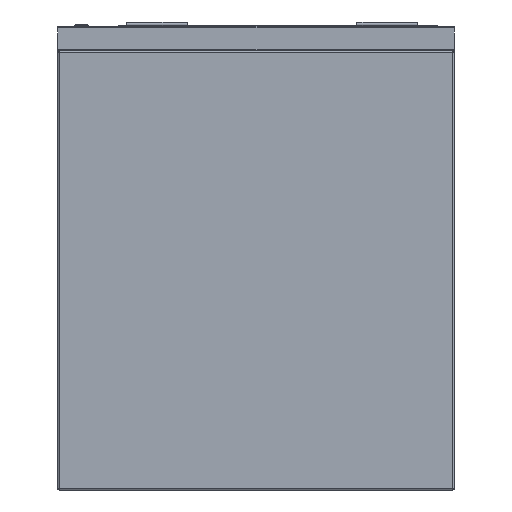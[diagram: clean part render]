
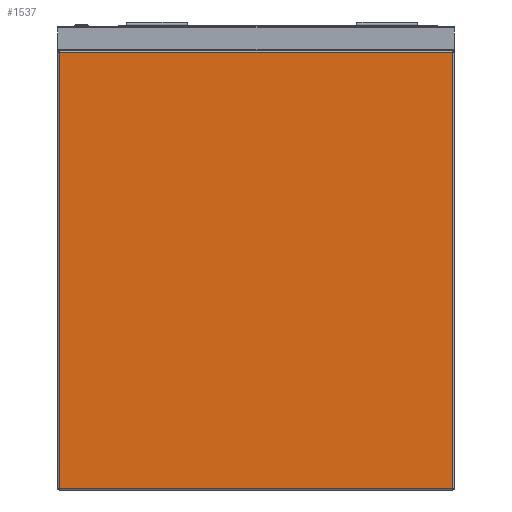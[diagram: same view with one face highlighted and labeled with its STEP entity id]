
A CAD part, left-side view. The second image highlights one B-rep face of the part: STEP entity #1537.
In plain terms, the highlighted planar face has unit normal (-1, 0, 0).
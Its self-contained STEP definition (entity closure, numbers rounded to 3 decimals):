
#570 = LINE ( 'NONE', #9497, #17881 ) ;
#924 = DIRECTION ( 'NONE',  ( 0., -1., 0. ) ) ;
#1536 = CARTESIAN_POINT ( 'NONE',  ( -772.5, 323., -760. ) ) ;
#1537 = ADVANCED_FACE ( 'Fl�che7', ( #17056 ), #12461, .T. ) ;
#2115 = CARTESIAN_POINT ( 'NONE',  ( -772.5, 323., -42. ) ) ;
#2397 = CARTESIAN_POINT ( 'NONE',  ( -772.5, -325., -758. ) ) ;
#2973 = EDGE_CURVE ( 'NONE', #7843, #12992, #14543, .T. ) ;
#3397 = CARTESIAN_POINT ( 'NONE',  ( -772.5, -325., -760. ) ) ;
#3949 = VERTEX_POINT ( 'NONE', #2115 ) ;
#4528 = EDGE_CURVE ( 'NONE', #12992, #4643, #19171, .T. ) ;
#4643 = VERTEX_POINT ( 'NONE', #7174 ) ;
#5221 = ORIENTED_EDGE ( 'NONE', *, *, #10936, .T. ) ;
#5412 = ORIENTED_EDGE ( 'NONE', *, *, #2973, .T. ) ;
#5896 = DIRECTION ( 'NONE',  ( 0., 0., -1. ) ) ;
#6558 = DIRECTION ( 'NONE',  ( -1., 0., 0. ) ) ;
#7174 = CARTESIAN_POINT ( 'NONE',  ( -772.5, -323., -42. ) ) ;
#7383 = LINE ( 'NONE', #1536, #14422 ) ;
#7843 = VERTEX_POINT ( 'NONE', #15893 ) ;
#8928 = EDGE_CURVE ( 'NONE', #4643, #3949, #570, .T. ) ;
#9466 = DIRECTION ( 'NONE',  ( 0., -1., 0. ) ) ;
#9497 = CARTESIAN_POINT ( 'NONE',  ( -772.5, 325., -42. ) ) ;
#9769 = AXIS2_PLACEMENT_3D ( 'NONE', #3397, #6558, #9466 ) ;
#10936 = EDGE_CURVE ( 'NONE', #3949, #7843, #7383, .T. ) ;
#11348 = CARTESIAN_POINT ( 'NONE',  ( -772.5, -323., -758. ) ) ;
#12297 = VECTOR ( 'NONE', #16371, 1000. ) ;
#12461 = PLANE ( 'NONE',  #9769 ) ;
#12752 = ORIENTED_EDGE ( 'NONE', *, *, #8928, .T. ) ;
#12992 = VERTEX_POINT ( 'NONE', #11348 ) ;
#13267 = VECTOR ( 'NONE', #924, 1000. ) ;
#14422 = VECTOR ( 'NONE', #5896, 1000. ) ;
#14543 = LINE ( 'NONE', #2397, #13267 ) ;
#15211 = EDGE_LOOP ( 'NONE', ( #16855, #12752, #5221, #5412 ) ) ;
#15595 = DIRECTION ( 'NONE',  ( 0., 1., 0. ) ) ;
#15893 = CARTESIAN_POINT ( 'NONE',  ( -772.5, 323., -758. ) ) ;
#16371 = DIRECTION ( 'NONE',  ( 0., 0., 1. ) ) ;
#16855 = ORIENTED_EDGE ( 'NONE', *, *, #4528, .T. ) ;
#17056 = FACE_OUTER_BOUND ( 'NONE', #15211, .T. ) ;
#17881 = VECTOR ( 'NONE', #15595, 1000. ) ;
#19171 = LINE ( 'NONE', #19356, #12297 ) ;
#19356 = CARTESIAN_POINT ( 'NONE',  ( -772.5, -323., -760. ) ) ;
